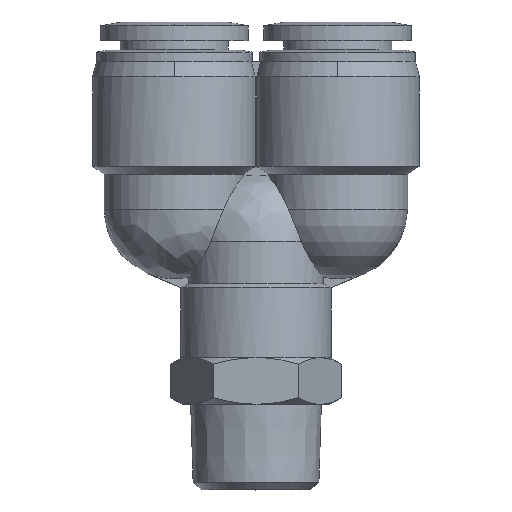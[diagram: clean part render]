
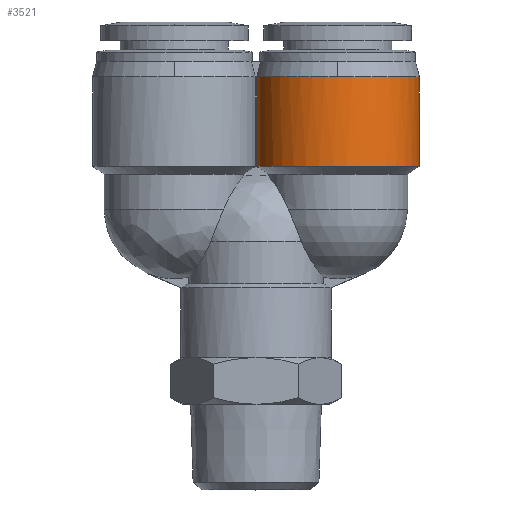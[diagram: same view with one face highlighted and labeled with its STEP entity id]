
A CAD part, top view. The second image highlights one B-rep face of the part: STEP entity #3521.
In plain terms, the highlighted cylindrical face has radius 10.5 mm (diameter 21 mm), a partial arc.
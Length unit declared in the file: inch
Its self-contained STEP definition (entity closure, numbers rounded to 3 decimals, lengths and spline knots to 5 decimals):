
#4 = CYLINDRICAL_SURFACE ( 'NONE', #457, 0.41339 ) ;
#17 = CARTESIAN_POINT ( 'NONE',  ( 0.41339, 1.42126, 0. ) ) ;
#25 = CIRCLE ( 'NONE', #487, 0.41339 ) ;
#66 = AXIS2_PLACEMENT_3D ( 'NONE', #204, #3274, #659 ) ;
#78 = CARTESIAN_POINT ( 'NONE',  ( 0.00424, 1.15208, 0.05906 ) ) ;
#204 = CARTESIAN_POINT ( 'NONE',  ( 0.41339, 1.42126, 0. ) ) ;
#253 = DIRECTION ( 'NONE',  ( 1., 0., 0. ) ) ;
#407 = DIRECTION ( 'NONE',  ( 0., 1., 0. ) ) ;
#446 = DIRECTION ( 'NONE',  ( 0., 0., 1. ) ) ;
#457 = AXIS2_PLACEMENT_3D ( 'NONE', #1216, #2948, #4310 ) ;
#487 = AXIS2_PLACEMENT_3D ( 'NONE', #1146, #4208, #1565 ) ;
#659 = DIRECTION ( 'NONE',  ( 0., 0., 1. ) ) ;
#769 = EDGE_CURVE ( 'NONE', #807, #3200, #4195, .T. ) ;
#787 = CIRCLE ( 'NONE', #1864, 0.41339 ) ;
#807 = VERTEX_POINT ( 'NONE', #5535 ) ;
#869 = VERTEX_POINT ( 'NONE', #2998 ) ;
#1146 = CARTESIAN_POINT ( 'NONE',  ( 0.41339, 1.42126, 0. ) ) ;
#1216 = CARTESIAN_POINT ( 'NONE',  ( 0.41339, 0.9685, 0. ) ) ;
#1311 = VECTOR ( 'NONE', #407, 39.37008 ) ;
#1388 = CARTESIAN_POINT ( 'NONE',  ( 0.41339, 1.42126, 0.41339 ) ) ;
#1565 = DIRECTION ( 'NONE',  ( 0., 0., 1. ) ) ;
#1665 = CARTESIAN_POINT ( 'NONE',  ( 0.00424, 1.42126, 0.05906 ) ) ;
#1704 = FACE_OUTER_BOUND ( 'NONE', #3661, .T. ) ;
#1719 = EDGE_CURVE ( 'NONE', #3200, #4210, #25, .T. ) ;
#1864 = AXIS2_PLACEMENT_3D ( 'NONE', #17, #3072, #446 ) ;
#1906 = EDGE_CURVE ( 'NONE', #4210, #869, #787, .T. ) ;
#1924 = CIRCLE ( 'NONE', #4237, 0.41339 ) ;
#1940 = ORIENTED_EDGE ( 'NONE', *, *, #3290, .T. ) ;
#2440 = VERTEX_POINT ( 'NONE', #4585 ) ;
#2634 = VERTEX_POINT ( 'NONE', #4348 ) ;
#2655 = ORIENTED_EDGE ( 'NONE', *, *, #4917, .F. ) ;
#2890 = DIRECTION ( 'NONE',  ( 0., -1., 0. ) ) ;
#2948 = DIRECTION ( 'NONE',  ( 0., 1., 0. ) ) ;
#2998 = CARTESIAN_POINT ( 'NONE',  ( 0.41339, 1.42126, -0.41339 ) ) ;
#3071 = ORIENTED_EDGE ( 'NONE', *, *, #1906, .F. ) ;
#3072 = DIRECTION ( 'NONE',  ( 0., 1., 0. ) ) ;
#3200 = VERTEX_POINT ( 'NONE', #1665 ) ;
#3274 = DIRECTION ( 'NONE',  ( 0., 1., 0. ) ) ;
#3290 = EDGE_CURVE ( 'NONE', #2634, #2440, #3637, .T. ) ;
#3521 = ADVANCED_FACE ( 'NONE', ( #1704 ), #4, .T. ) ;
#3637 = LINE ( 'NONE', #5685, #1311 ) ;
#3661 = EDGE_LOOP ( 'NONE', ( #4806, #2655, #1940, #5565, #3071, #4943 ) ) ;
#3954 = EDGE_CURVE ( 'NONE', #869, #2440, #4967, .T. ) ;
#4195 = LINE ( 'NONE', #78, #4284 ) ;
#4208 = DIRECTION ( 'NONE',  ( 0., 1., 0. ) ) ;
#4210 = VERTEX_POINT ( 'NONE', #1388 ) ;
#4237 = AXIS2_PLACEMENT_3D ( 'NONE', #5546, #2890, #253 ) ;
#4284 = VECTOR ( 'NONE', #5693, 39.37008 ) ;
#4310 = DIRECTION ( 'NONE',  ( -1., 0., 0. ) ) ;
#4348 = CARTESIAN_POINT ( 'NONE',  ( 0.00424, 0.9685, -0.05906 ) ) ;
#4585 = CARTESIAN_POINT ( 'NONE',  ( 0.00424, 1.42126, -0.05906 ) ) ;
#4806 = ORIENTED_EDGE ( 'NONE', *, *, #769, .F. ) ;
#4917 = EDGE_CURVE ( 'NONE', #2634, #807, #1924, .T. ) ;
#4943 = ORIENTED_EDGE ( 'NONE', *, *, #1719, .F. ) ;
#4967 = CIRCLE ( 'NONE', #66, 0.41339 ) ;
#5535 = CARTESIAN_POINT ( 'NONE',  ( 0.00424, 0.9685, 0.05906 ) ) ;
#5546 = CARTESIAN_POINT ( 'NONE',  ( 0.41339, 0.9685, 0. ) ) ;
#5565 = ORIENTED_EDGE ( 'NONE', *, *, #3954, .F. ) ;
#5685 = CARTESIAN_POINT ( 'NONE',  ( 0.00424, 1.15208, -0.05906 ) ) ;
#5693 = DIRECTION ( 'NONE',  ( 0., 1., 0. ) ) ;
